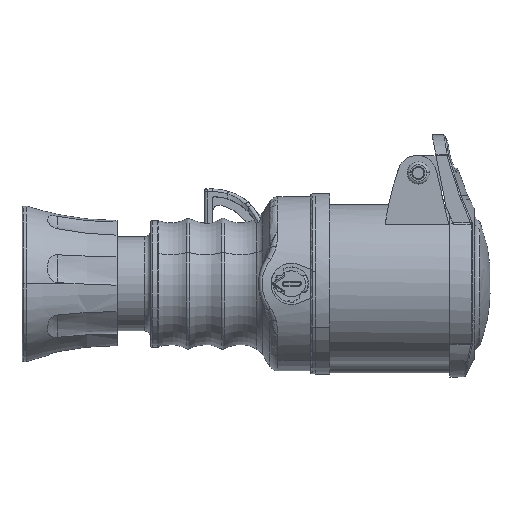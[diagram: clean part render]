
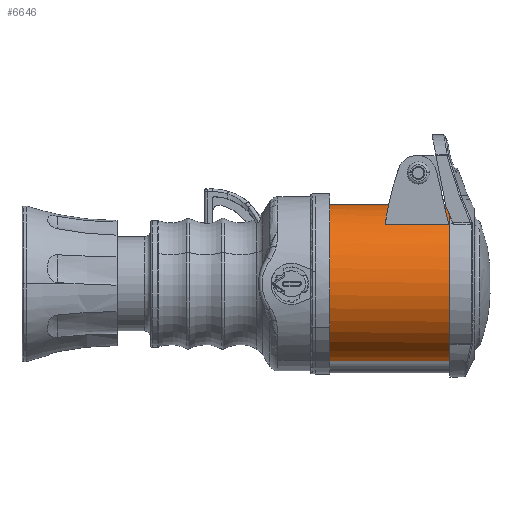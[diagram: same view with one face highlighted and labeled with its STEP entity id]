
A CAD part, front view. The second image highlights one B-rep face of the part: STEP entity #6646.
In plain terms, the highlighted cylindrical face has radius 25 mm (diameter 50 mm), a partial arc.
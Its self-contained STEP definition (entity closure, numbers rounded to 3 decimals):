
#241=CARTESIAN_POINT('',(2.5,0.,0.));
#242=DIRECTION('',(1.,0.,0.));
#243=DIRECTION('',(0.,0.223,-0.975));
#244=AXIS2_PLACEMENT_3D('',#241,#242,#243);
#256=DIRECTION('',(1.,0.,0.));
#257=VECTOR('',#256,38.);
#258=CARTESIAN_POINT('',(2.5,-5.574,-24.371));
#259=LINE('',#258,#257);
#278=CARTESIAN_POINT('',(40.5,12.915,21.406));
#279=CARTESIAN_POINT('',(39.912,10.618,22.791));
#280=CARTESIAN_POINT('',(39.486,8.141,23.795));
#281=CARTESIAN_POINT('',(39.232,5.473,24.393));
#283=CARTESIAN_POINT('',(39.232,5.473,24.393));
#284=CARTESIAN_POINT('',(39.152,3.649,24.803));
#285=CARTESIAN_POINT('',(39.076,0.,25.197));
#286=CARTESIAN_POINT('',(39.152,-3.649,24.803));
#287=CARTESIAN_POINT('',(39.232,-5.473,24.393));
#289=CARTESIAN_POINT('',(39.232,-5.473,24.393));
#290=CARTESIAN_POINT('',(39.486,-8.141,23.795));
#291=CARTESIAN_POINT('',(39.912,-10.618,22.791));
#292=CARTESIAN_POINT('',(40.5,-12.915,21.406));
#294=CARTESIAN_POINT('',(40.5,0.,0.));
#295=DIRECTION('',(1.,0.,0.));
#296=DIRECTION('',(0.,-0.517,0.856));
#297=AXIS2_PLACEMENT_3D('',#294,#295,#296);
#299=DIRECTION('',(1.,0.,0.));
#300=VECTOR('',#299,38.);
#301=CARTESIAN_POINT('',(2.5,5.574,-24.371));
#302=LINE('',#301,#300);
#303=CARTESIAN_POINT('',(40.5,0.,0.));
#304=DIRECTION('',(1.,0.,0.));
#305=DIRECTION('',(0.,0.223,-0.975));
#306=AXIS2_PLACEMENT_3D('',#303,#304,#305);
#308=CARTESIAN_POINT('',(40.096,-16.5,18.782));
#309=CARTESIAN_POINT('',(39.817,-15.125,19.99));
#310=CARTESIAN_POINT('',(39.378,-12.375,21.89));
#311=CARTESIAN_POINT('',(38.953,-8.25,23.733));
#312=CARTESIAN_POINT('',(38.712,-4.125,24.775));
#313=CARTESIAN_POINT('',(38.634,0.,25.113));
#314=CARTESIAN_POINT('',(38.712,4.125,24.775));
#315=CARTESIAN_POINT('',(38.953,8.25,23.733));
#316=CARTESIAN_POINT('',(39.378,12.375,21.89));
#317=CARTESIAN_POINT('',(39.817,15.125,19.99));
#318=CARTESIAN_POINT('',(40.096,16.5,18.782));
#320=DIRECTION('',(-1.,0.,0.));
#321=VECTOR('',#320,20.095);
#322=CARTESIAN_POINT('',(40.096,16.5,18.782));
#323=LINE('',#322,#321);
#324=DIRECTION('',(1.,0.,0.));
#325=VECTOR('',#324,20.095);
#326=CARTESIAN_POINT('',(20.001,-16.5,18.782));
#327=LINE('',#326,#325);
#1899=CARTESIAN_POINT('',(20.001,-16.5,18.782));
#1900=CARTESIAN_POINT('',(20.087,-15.846,19.356));
#1901=CARTESIAN_POINT('',(20.259,-14.489,20.428));
#1902=CARTESIAN_POINT('',(20.503,-12.293,21.82));
#1903=CARTESIAN_POINT('',(20.721,-9.976,22.972));
#1904=CARTESIAN_POINT('',(20.901,-7.562,23.875));
#1905=CARTESIAN_POINT('',(21.036,-5.078,24.523));
#1906=CARTESIAN_POINT('',(21.12,-2.55,24.913));
#1907=CARTESIAN_POINT('',(21.148,0.,25.043));
#1908=CARTESIAN_POINT('',(21.12,2.55,24.913));
#1909=CARTESIAN_POINT('',(21.036,5.078,24.523));
#1910=CARTESIAN_POINT('',(20.901,7.562,23.875));
#1911=CARTESIAN_POINT('',(20.721,9.976,22.972));
#1912=CARTESIAN_POINT('',(20.503,12.293,21.82));
#1913=CARTESIAN_POINT('',(20.259,14.489,20.428));
#1914=CARTESIAN_POINT('',(20.087,15.846,19.356));
#1915=CARTESIAN_POINT('',(20.001,16.5,18.782));
#5381=CARTESIAN_POINT('',(40.096,16.5,18.782));
#5382=VERTEX_POINT('',#5381);
#5383=CARTESIAN_POINT('',(20.001,16.5,18.782));
#5384=VERTEX_POINT('',#5383);
#5385=CARTESIAN_POINT('',(20.001,-16.5,18.782));
#5386=VERTEX_POINT('',#5385);
#5387=CARTESIAN_POINT('',(40.096,-16.5,18.782));
#5388=VERTEX_POINT('',#5387);
#5399=CARTESIAN_POINT('',(2.5,5.574,-24.371));
#5400=CARTESIAN_POINT('',(2.5,-5.574,-24.371));
#5401=VERTEX_POINT('',#5399);
#5402=VERTEX_POINT('',#5400);
#5664=VERTEX_POINT('',#278);
#5665=VERTEX_POINT('',#281);
#5666=VERTEX_POINT('',#289);
#5667=VERTEX_POINT('',#292);
#5668=CARTESIAN_POINT('',(40.5,5.574,-24.371));
#5669=VERTEX_POINT('',#5668);
#5670=CARTESIAN_POINT('',(40.5,-5.574,-24.371));
#5671=VERTEX_POINT('',#5670);
#6618=CARTESIAN_POINT('',(20.25,0.,0.));
#6619=DIRECTION('',(1.,0.,0.));
#6620=DIRECTION('',(0.,0.223,-0.975));
#6621=AXIS2_PLACEMENT_3D('',#6618,#6619,#6620);
#6622=CYLINDRICAL_SURFACE('',#6621,25.);
#6624=ORIENTED_EDGE('',*,*,#6623,.T.);
#6626=ORIENTED_EDGE('',*,*,#6625,.T.);
#6628=ORIENTED_EDGE('',*,*,#6627,.T.);
#6629=ORIENTED_EDGE('',*,*,#6595,.T.);
#6630=ORIENTED_EDGE('',*,*,#6582,.F.);
#6631=ORIENTED_EDGE('',*,*,#6567,.F.);
#6632=ORIENTED_EDGE('',*,*,#6579,.T.);
#6633=ORIENTED_EDGE('',*,*,#6592,.T.);
#6634=EDGE_LOOP('',(#6624,#6626,#6628,#6629,#6630,#6631,#6632,#6633));
#6635=FACE_OUTER_BOUND('',#6634,.F.);
#6637=ORIENTED_EDGE('',*,*,#6636,.T.);
#6639=ORIENTED_EDGE('',*,*,#6638,.T.);
#6641=ORIENTED_EDGE('',*,*,#6640,.F.);
#6643=ORIENTED_EDGE('',*,*,#6642,.T.);
#6644=EDGE_LOOP('',(#6637,#6639,#6641,#6643));
#6645=FACE_BOUND('',#6644,.F.);
#6646=ADVANCED_FACE('',(#6635,#6645),#6622,.T.);
#245=CIRCLE('',#244,25.);
#282=B_SPLINE_CURVE_WITH_KNOTS('',3,(#278,#279,#280,#281),.UNSPECIFIED.,.F.,.F.,
(4,4),(0.,1.),.UNSPECIFIED.);
#288=B_SPLINE_CURVE_WITH_KNOTS('',3,(#283,#284,#285,#286,#287),.UNSPECIFIED.,
.F.,.F.,(4,1,4),(0.,0.5,1.),.UNSPECIFIED.);
#293=B_SPLINE_CURVE_WITH_KNOTS('',3,(#289,#290,#291,#292),.UNSPECIFIED.,.F.,.F.,
(4,4),(0.,1.),.UNSPECIFIED.);
#298=CIRCLE('',#297,25.);
#307=CIRCLE('',#306,25.);
#319=B_SPLINE_CURVE_WITH_KNOTS('',3,(#308,#309,#310,#311,#312,#313,#314,#315,
#316,#317,#318),.UNSPECIFIED.,.F.,.F.,(4,1,1,1,1,1,1,1,4),(0.,0.125,0.25,
0.375,0.5,0.625,0.75,0.875,1.),.UNSPECIFIED.);
#1916=B_SPLINE_CURVE_WITH_KNOTS('',3,(#1899,#1900,#1901,#1902,#1903,#1904,#1905,
#1906,#1907,#1908,#1909,#1910,#1911,#1912,#1913,#1914,#1915),.UNSPECIFIED.,.F.,
.F.,(4,1,1,1,1,1,1,1,1,1,1,1,1,1,4),(0.,0.071,0.143,
0.214,0.286,0.357,0.429,0.5,
0.571,0.643,0.714,0.786,
0.857,0.929,1.),.UNSPECIFIED.);
#6567=EDGE_CURVE('',#5401,#5402,#245,.T.);
#6579=EDGE_CURVE('',#5401,#5669,#302,.T.);
#6582=EDGE_CURVE('',#5402,#5671,#259,.T.);
#6592=EDGE_CURVE('',#5669,#5664,#307,.T.);
#6595=EDGE_CURVE('',#5667,#5671,#298,.T.);
#6623=EDGE_CURVE('',#5664,#5665,#282,.T.);
#6625=EDGE_CURVE('',#5665,#5666,#288,.T.);
#6627=EDGE_CURVE('',#5666,#5667,#293,.T.);
#6636=EDGE_CURVE('',#5388,#5382,#319,.T.);
#6638=EDGE_CURVE('',#5382,#5384,#323,.T.);
#6640=EDGE_CURVE('',#5386,#5384,#1916,.T.);
#6642=EDGE_CURVE('',#5386,#5388,#327,.T.);
